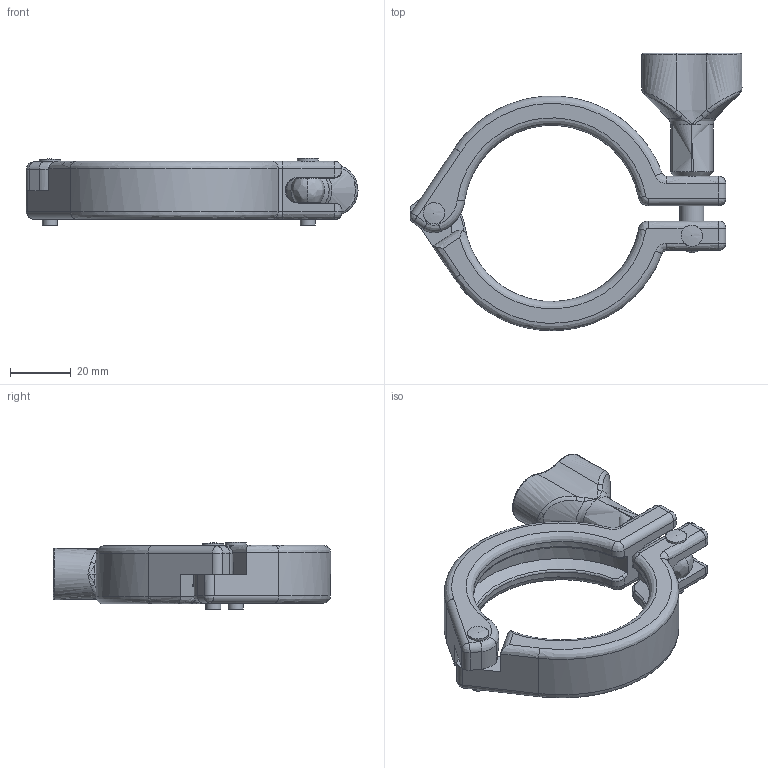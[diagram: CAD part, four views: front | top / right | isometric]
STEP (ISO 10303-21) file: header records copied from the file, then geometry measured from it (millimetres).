
FILE_DESCRIPTION((''),'2;1');
FILE_NAME('9630211054_DN40.stp', '2005-05-10T09:38:04',('User'),('SDRC'),'I-DEAS Master Series 9','UNIX', 'Yes');
FILE_SCHEMA(('CONFIG_CONTROL_DESIGN'));
Length unit declared in the file: millimetre
Bounding box: 109.21 x 91.2 x 22.25 mm (x, y, z)
Volume: 47839.8 mm3; surface area: 19630.7 mm2
Topology: 1 solids, 1 shells, 209 faces, 512 edges, 289 vertices
Faces by surface type: bspline 209
Entity records: 8453 total; most frequent: CARTESIAN_POINT 5628, ORIENTED_EDGE 978, EDGE_CURVE 489, VERTEX_POINT 289, B_SPLINE_CURVE_WITH_KNOTS 268, EDGE_LOOP 220, FACE_OUTER_BOUND 209, ADVANCED_FACE 209
